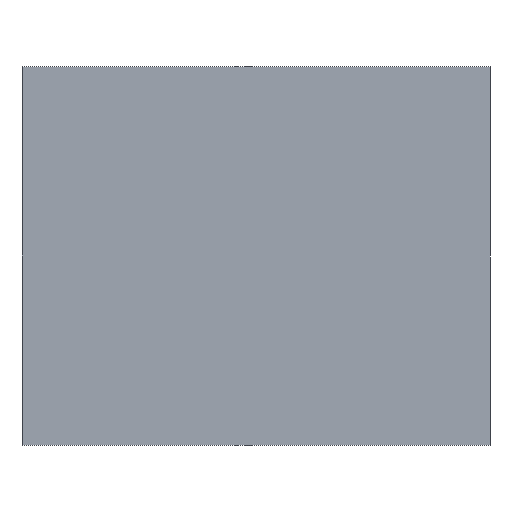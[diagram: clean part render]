
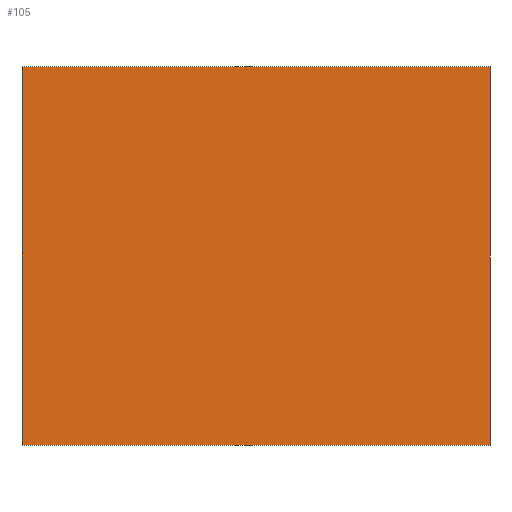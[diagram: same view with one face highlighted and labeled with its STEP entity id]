
A CAD part, front view. The second image highlights one B-rep face of the part: STEP entity #105.
In plain terms, the highlighted planar face has unit normal (0, -1, 0).
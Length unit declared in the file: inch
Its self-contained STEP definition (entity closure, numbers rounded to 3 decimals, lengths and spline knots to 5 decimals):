
#19=FACE_OUTER_BOUND('',#25,.T.);
#25=EDGE_LOOP('',(#87,#88,#89,#90));
#29=LINE('',#167,#41);
#33=LINE('',#174,#45);
#36=LINE('',#180,#48);
#38=LINE('',#183,#50);
#41=VECTOR('',#139,39.37008);
#45=VECTOR('',#145,39.37008);
#48=VECTOR('',#150,39.37008);
#50=VECTOR('',#154,39.37008);
#53=VERTEX_POINT('',#164);
#54=VERTEX_POINT('',#166);
#56=VERTEX_POINT('',#172);
#58=VERTEX_POINT('',#178);
#61=EDGE_CURVE('',#53,#54,#29,.T.);
#65=EDGE_CURVE('',#53,#56,#33,.T.);
#68=EDGE_CURVE('',#56,#58,#36,.T.);
#70=EDGE_CURVE('',#54,#58,#38,.T.);
#87=ORIENTED_EDGE('',*,*,#61,.F.);
#88=ORIENTED_EDGE('',*,*,#65,.T.);
#89=ORIENTED_EDGE('',*,*,#68,.T.);
#90=ORIENTED_EDGE('',*,*,#70,.F.);
#99=PLANE('',#131);
#105=ADVANCED_FACE('',(#19),#99,.T.);
#131=AXIS2_PLACEMENT_3D('',#184,#155,#156);
#139=DIRECTION('',(-1.,0.,0.));
#145=DIRECTION('',(0.,0.,1.));
#150=DIRECTION('',(-1.,0.,0.));
#154=DIRECTION('',(0.,0.,1.));
#155=DIRECTION('center_axis',(0.,-1.,0.));
#156=DIRECTION('ref_axis',(1.,0.,0.));
#164=CARTESIAN_POINT('',(-87.45055,-0.125,0.));
#166=CARTESIAN_POINT('',(-108.45055,-0.125,0.));
#167=CARTESIAN_POINT('',(-97.95055,-0.125,0.));
#172=CARTESIAN_POINT('',(-87.45055,-0.125,17.));
#174=CARTESIAN_POINT('',(-87.45055,-0.125,8.5));
#178=CARTESIAN_POINT('',(-108.45055,-0.125,17.));
#180=CARTESIAN_POINT('',(-97.95055,-0.125,17.));
#183=CARTESIAN_POINT('',(-108.45055,-0.125,8.5));
#184=CARTESIAN_POINT('Origin',(-97.95055,-0.125,8.5));
